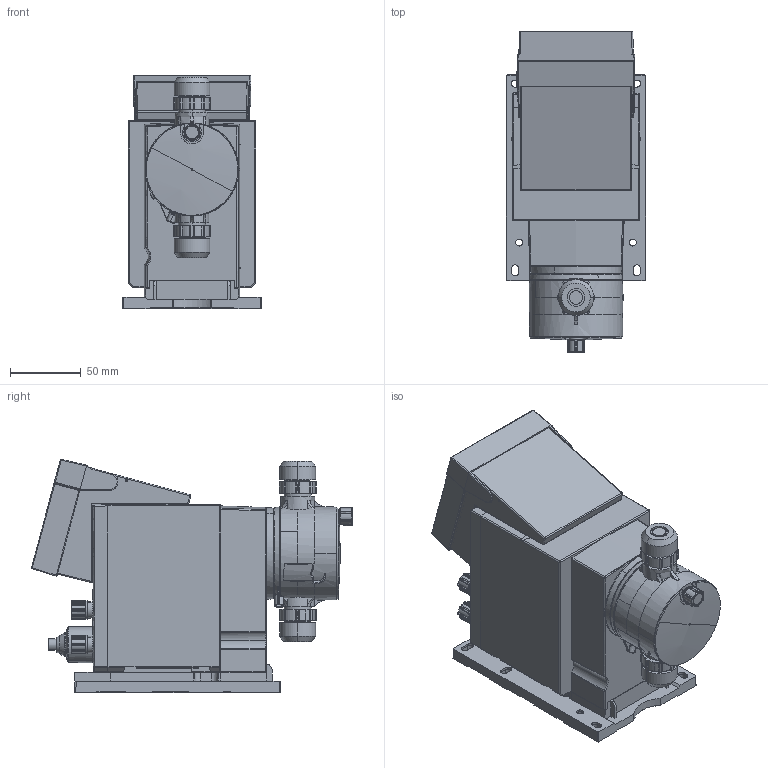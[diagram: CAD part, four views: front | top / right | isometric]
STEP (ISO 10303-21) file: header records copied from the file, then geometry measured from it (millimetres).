
FILE_DESCRIPTION(('FreeCAD Model'),'2;1');
FILE_NAME('Open CASCADE Shape Model','2025-05-28T06:05:40',('FreeCAD'),( 'FreeCAD'),'Open CASCADE STEP processor 7.6','FreeCAD','Unknown');
FILE_SCHEMA(('AUTOMOTIVE_DESIGN { 1 0 10303 214 1 1 1 1 }'));
Products named in the file (1): Open CASCADE STEP translator 7.6 1
Bounding box: 98.49 x 227.08 x 165.11 mm (x, y, z)
Volume: 1893442.2 mm3; surface area: 176931.1 mm2
Topology: 4 solids, 17 shells, 2002 faces, 5312 edges, 3381 vertices
Faces by surface type: bspline 2002
Entity records: 77190 total; most frequent: CARTESIAN_POINT 46848, ORIENTED_EDGE 10542, EDGE_CURVE 5271, B_SPLINE_CURVE_WITH_KNOTS 3798, VERTEX_POINT 3381, FACE_BOUND 2112, EDGE_LOOP 2112, ADVANCED_FACE 2002
